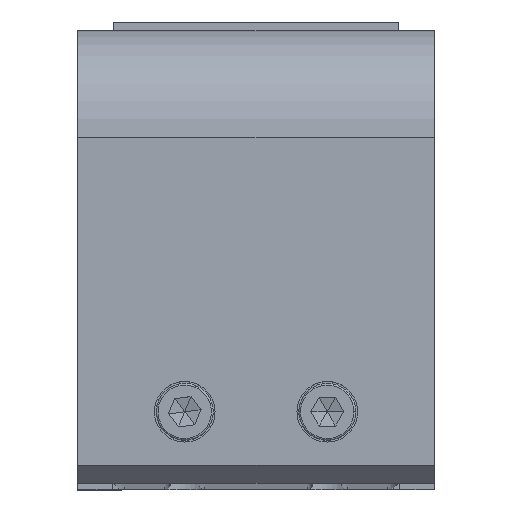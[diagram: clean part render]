
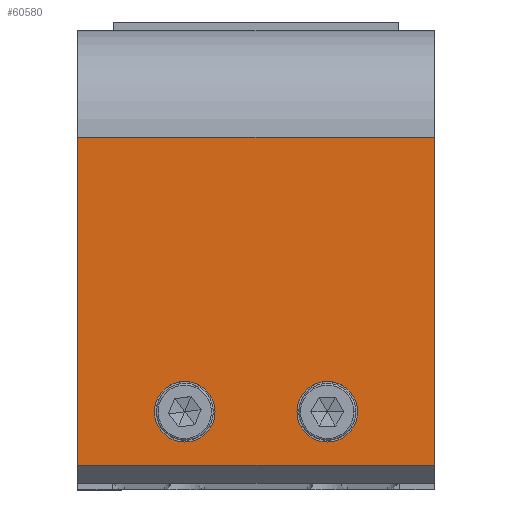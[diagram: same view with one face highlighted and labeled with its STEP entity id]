
A CAD part, top view. The second image highlights one B-rep face of the part: STEP entity #60580.
In plain terms, the highlighted planar face has unit normal (0, 0, 1).
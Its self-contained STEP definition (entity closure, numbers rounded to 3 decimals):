
#361 = DIRECTION ( 'NONE',  ( 0., 0., 1. ) ) ;
#3492 = EDGE_CURVE ( 'NONE', #137674, #9393, #19785, .T. ) ;
#5119 = CARTESIAN_POINT ( 'NONE',  ( 171.658, 218.108, 657.202 ) ) ;
#9393 = VERTEX_POINT ( 'NONE', #156035 ) ;
#11009 = ORIENTED_EDGE ( 'NONE', *, *, #79774, .F. ) ;
#12659 = CARTESIAN_POINT ( 'NONE',  ( 171.658, 218.108, 657.202 ) ) ;
#13350 = CIRCLE ( 'NONE', #42180, 8.5 ) ;
#14650 = EDGE_LOOP ( 'NONE', ( #154290, #59577 ) ) ;
#14671 = DIRECTION ( 'NONE',  ( 1., 0., 0. ) ) ;
#19785 = LINE ( 'NONE', #118473, #31876 ) ;
#21588 = FACE_BOUND ( 'NONE', #14650, .T. ) ;
#23931 = CIRCLE ( 'NONE', #50032, 8.5 ) ;
#24452 = LINE ( 'NONE', #85245, #45212 ) ;
#31876 = VECTOR ( 'NONE', #69056, 1000. ) ;
#32247 = AXIS2_PLACEMENT_3D ( 'NONE', #76303, #124929, #14671 ) ;
#33197 = ORIENTED_EDGE ( 'NONE', *, *, #81764, .F. ) ;
#35412 = DIRECTION ( 'NONE',  ( 0., 0., 1. ) ) ;
#35921 = DIRECTION ( 'NONE',  ( 0., -1., 0. ) ) ;
#40552 = LINE ( 'NONE', #130229, #67449 ) ;
#40862 = CIRCLE ( 'NONE', #148765, 8.5 ) ;
#42180 = AXIS2_PLACEMENT_3D ( 'NONE', #5119, #65929, #154022 ) ;
#43012 = VERTEX_POINT ( 'NONE', #53754 ) ;
#45212 = VECTOR ( 'NONE', #35921, 1000. ) ;
#48040 = VERTEX_POINT ( 'NONE', #114118 ) ;
#50032 = AXIS2_PLACEMENT_3D ( 'NONE', #12659, #361, #103084 ) ;
#51221 = CARTESIAN_POINT ( 'NONE',  ( 180.158, 218.108, 657.202 ) ) ;
#53754 = CARTESIAN_POINT ( 'NONE',  ( 201.658, 295.108, 657.202 ) ) ;
#58808 = CARTESIAN_POINT ( 'NONE',  ( 101.658, 295.108, 657.202 ) ) ;
#59577 = ORIENTED_EDGE ( 'NONE', *, *, #142188, .F. ) ;
#60580 = ADVANCED_FACE ( 'NONE', ( #132579, #21588, #73295 ), #95602, .F. ) ;
#61289 = EDGE_CURVE ( 'NONE', #67188, #112824, #23931, .T. ) ;
#62944 = AXIS2_PLACEMENT_3D ( 'NONE', #148224, #134181, #121902 ) ;
#65929 = DIRECTION ( 'NONE',  ( 0., 0., 1. ) ) ;
#67188 = VERTEX_POINT ( 'NONE', #51221 ) ;
#67449 = VECTOR ( 'NONE', #92412, 1000. ) ;
#69056 = DIRECTION ( 'NONE',  ( -1., 0., 0. ) ) ;
#73295 = FACE_OUTER_BOUND ( 'NONE', #113211, .T. ) ;
#75195 = LINE ( 'NONE', #111435, #145937 ) ;
#76303 = CARTESIAN_POINT ( 'NONE',  ( 131.658, 218.108, 657.202 ) ) ;
#76407 = EDGE_LOOP ( 'NONE', ( #147916, #33197 ) ) ;
#79774 = EDGE_CURVE ( 'NONE', #43012, #137674, #40552, .T. ) ;
#81764 = EDGE_CURVE ( 'NONE', #111027, #48040, #40862, .T. ) ;
#83113 = CARTESIAN_POINT ( 'NONE',  ( 131.658, 218.108, 657.202 ) ) ;
#85245 = CARTESIAN_POINT ( 'NONE',  ( 101.658, 203.108, 657.202 ) ) ;
#90912 = ORIENTED_EDGE ( 'NONE', *, *, #3492, .F. ) ;
#92082 = CARTESIAN_POINT ( 'NONE',  ( 163.158, 218.108, 657.202 ) ) ;
#92412 = DIRECTION ( 'NONE',  ( 0., -1., 0. ) ) ;
#93371 = VERTEX_POINT ( 'NONE', #58808 ) ;
#95602 = PLANE ( 'NONE',  #62944 ) ;
#99180 = CARTESIAN_POINT ( 'NONE',  ( 201.658, 203.108, 657.202 ) ) ;
#103084 = DIRECTION ( 'NONE',  ( 1., 0., 0. ) ) ;
#103172 = CIRCLE ( 'NONE', #32247, 8.5 ) ;
#104950 = ORIENTED_EDGE ( 'NONE', *, *, #109382, .T. ) ;
#109382 = EDGE_CURVE ( 'NONE', #43012, #93371, #75195, .T. ) ;
#111027 = VERTEX_POINT ( 'NONE', #132504 ) ;
#111435 = CARTESIAN_POINT ( 'NONE',  ( 201.658, 295.108, 657.202 ) ) ;
#112824 = VERTEX_POINT ( 'NONE', #92082 ) ;
#113211 = EDGE_LOOP ( 'NONE', ( #147319, #90912, #11009, #104950 ) ) ;
#113480 = EDGE_CURVE ( 'NONE', #48040, #111027, #103172, .T. ) ;
#114118 = CARTESIAN_POINT ( 'NONE',  ( 140.158, 218.108, 657.202 ) ) ;
#114677 = DIRECTION ( 'NONE',  ( -1., 0., 0. ) ) ;
#118473 = CARTESIAN_POINT ( 'NONE',  ( 201.658, 203.108, 657.202 ) ) ;
#121614 = EDGE_CURVE ( 'NONE', #93371, #9393, #24452, .T. ) ;
#121902 = DIRECTION ( 'NONE',  ( 0., 1., 0. ) ) ;
#124929 = DIRECTION ( 'NONE',  ( 0., 0., 1. ) ) ;
#130229 = CARTESIAN_POINT ( 'NONE',  ( 201.658, 203.108, 657.202 ) ) ;
#132504 = CARTESIAN_POINT ( 'NONE',  ( 123.158, 218.108, 657.202 ) ) ;
#132579 = FACE_BOUND ( 'NONE', #76407, .T. ) ;
#133302 = DIRECTION ( 'NONE',  ( 1., 0., 0. ) ) ;
#134181 = DIRECTION ( 'NONE',  ( 0., 0., -1. ) ) ;
#137674 = VERTEX_POINT ( 'NONE', #99180 ) ;
#142188 = EDGE_CURVE ( 'NONE', #112824, #67188, #13350, .T. ) ;
#145937 = VECTOR ( 'NONE', #114677, 1000. ) ;
#147319 = ORIENTED_EDGE ( 'NONE', *, *, #121614, .T. ) ;
#147916 = ORIENTED_EDGE ( 'NONE', *, *, #113480, .F. ) ;
#148224 = CARTESIAN_POINT ( 'NONE',  ( 201.658, 203.108, 657.202 ) ) ;
#148765 = AXIS2_PLACEMENT_3D ( 'NONE', #83113, #35412, #133302 ) ;
#154022 = DIRECTION ( 'NONE',  ( 1., 0., 0. ) ) ;
#154290 = ORIENTED_EDGE ( 'NONE', *, *, #61289, .F. ) ;
#156035 = CARTESIAN_POINT ( 'NONE',  ( 101.658, 203.108, 657.202 ) ) ;
